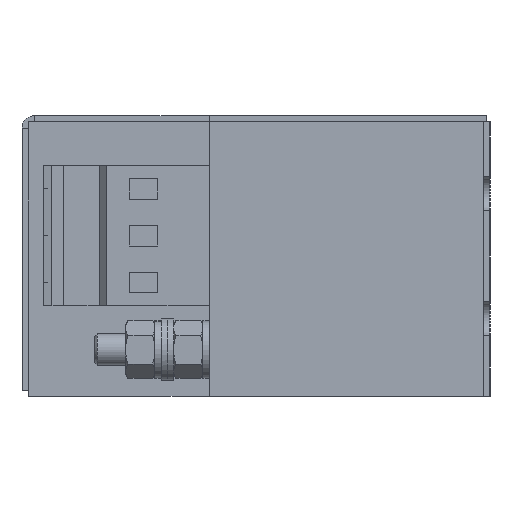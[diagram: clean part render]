
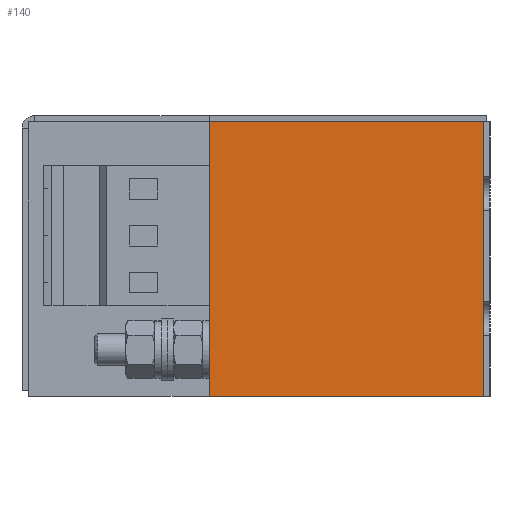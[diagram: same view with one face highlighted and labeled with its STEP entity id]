
A CAD part, left-side view. The second image highlights one B-rep face of the part: STEP entity #140.
In plain terms, the highlighted planar face has unit normal (-1, 0, 0).
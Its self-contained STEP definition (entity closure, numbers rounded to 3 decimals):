
#140 = ADVANCED_FACE ( 'Defeature ausgef�hrt2_15', ( #4962 ), #3153, .F. ) ;
#452 = LINE ( 'NONE', #1169, #551 ) ;
#551 = VECTOR ( 'NONE', #7771, 1000. ) ;
#1169 = CARTESIAN_POINT ( 'NONE',  ( -110., 0., 21. ) ) ;
#1170 = VERTEX_POINT ( 'NONE', #5615 ) ;
#1404 = VERTEX_POINT ( 'NONE', #5170 ) ;
#1588 = AXIS2_PLACEMENT_3D ( 'NONE', #6201, #4430, #6625 ) ;
#2052 = CARTESIAN_POINT ( 'NONE',  ( -110., 44., -23. ) ) ;
#2127 = VERTEX_POINT ( 'NONE', #5082 ) ;
#2648 = VECTOR ( 'NONE', #6852, 1000. ) ;
#2678 = LINE ( 'NONE', #5560, #6905 ) ;
#3053 = ORIENTED_EDGE ( 'NONE', *, *, #7686, .F. ) ;
#3111 = LINE ( 'NONE', #6174, #2648 ) ;
#3153 = PLANE ( 'NONE',  #1588 ) ;
#3430 = EDGE_LOOP ( 'NONE', ( #6382, #4533, #6865, #3053 ) ) ;
#3681 = VERTEX_POINT ( 'NONE', #2052 ) ;
#3715 = LINE ( 'NONE', #7035, #6147 ) ;
#4055 = DIRECTION ( 'NONE',  ( 0., 0., -1. ) ) ;
#4417 = DIRECTION ( 'NONE',  ( 0., -1., 0. ) ) ;
#4430 = DIRECTION ( 'NONE',  ( 1., 0., 0. ) ) ;
#4533 = ORIENTED_EDGE ( 'NONE', *, *, #6390, .T. ) ;
#4962 = FACE_OUTER_BOUND ( 'NONE', #3430, .T. ) ;
#5082 = CARTESIAN_POINT ( 'NONE',  ( -110., 0., 21. ) ) ;
#5170 = CARTESIAN_POINT ( 'NONE',  ( -110., 0., -23. ) ) ;
#5560 = CARTESIAN_POINT ( 'NONE',  ( -110., 44., -23. ) ) ;
#5615 = CARTESIAN_POINT ( 'NONE',  ( -110., 44., 21. ) ) ;
#6132 = EDGE_CURVE ( 'Defeature ausgef�hrt2_16+Defeature ausgef�hrt2_15+Defeature ausgef�hrt2_3+Defeature ausgef�hrt2_19', #2127, #1404, #452, .T. ) ;
#6147 = VECTOR ( 'NONE', #4055, 1000. ) ;
#6174 = CARTESIAN_POINT ( 'NONE',  ( -110., 44., 21. ) ) ;
#6201 = CARTESIAN_POINT ( 'NONE',  ( -110., 44., 21. ) ) ;
#6382 = ORIENTED_EDGE ( 'NONE', *, *, #6640, .T. ) ;
#6390 = EDGE_CURVE ( 'Defeature ausgef�hrt2_15+Defeature ausgef�hrt2_19+Defeature ausgef�hrt2_0+Defeature ausgef�hrt2_16', #3681, #1404, #2678, .T. ) ;
#6625 = DIRECTION ( 'NONE',  ( 0., 1., 0. ) ) ;
#6640 = EDGE_CURVE ( 'Defeature ausgef�hrt2_15+Defeature ausgef�hrt2_0+Defeature ausgef�hrt2_3+Defeature ausgef�hrt2_19', #1170, #3681, #3715, .T. ) ;
#6852 = DIRECTION ( 'NONE',  ( 0., -1., 0. ) ) ;
#6865 = ORIENTED_EDGE ( 'NONE', *, *, #6132, .F. ) ;
#6905 = VECTOR ( 'NONE', #4417, 1000. ) ;
#7035 = CARTESIAN_POINT ( 'NONE',  ( -110., 44., 21. ) ) ;
#7686 = EDGE_CURVE ( 'Defeature ausgef�hrt2_3+Defeature ausgef�hrt2_15+Defeature ausgef�hrt2_0+Defeature ausgef�hrt2_16', #1170, #2127, #3111, .T. ) ;
#7771 = DIRECTION ( 'NONE',  ( 0., 0., -1. ) ) ;
